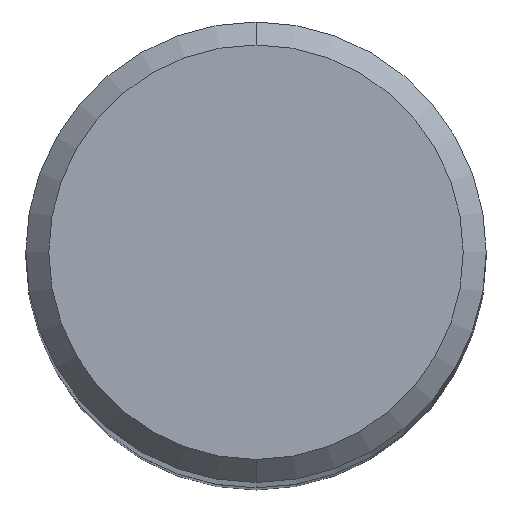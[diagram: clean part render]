
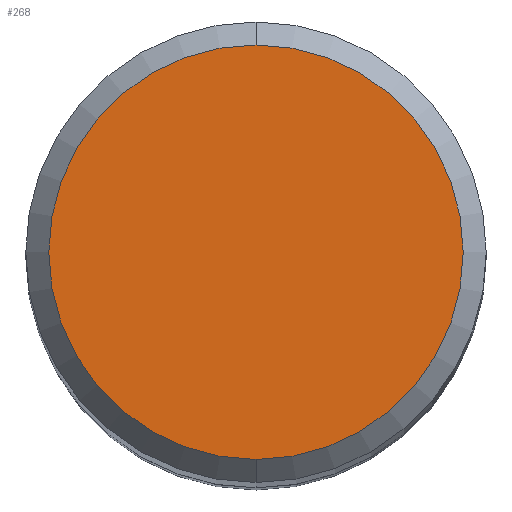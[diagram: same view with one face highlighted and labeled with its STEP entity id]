
A CAD part, top view. The second image highlights one B-rep face of the part: STEP entity #268.
In plain terms, the highlighted planar face has unit normal (0, 0, 1).
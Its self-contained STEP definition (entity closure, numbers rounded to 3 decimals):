
#196=VERTEX_POINT('',#498);
#220=EDGE_CURVE('',#196,#264,#526,.T.);
#264=VERTEX_POINT('',#577);
#268=ADVANCED_FACE('',(#581),#582,.T.);
#344=EDGE_CURVE('',#264,#196,#664,.T.);
#498=CARTESIAN_POINT('',(0.,-3.6,0.0));
#526=CIRCLE('',#896,3.6);
#577=CARTESIAN_POINT('',(0.0,3.6,0.0));
#581=FACE_OUTER_BOUND('',#994,.T.);
#582=PLANE('',#995);
#664=CIRCLE('',#1209,3.6);
#896=AXIS2_PLACEMENT_3D('',#1502,#1503,#1504);
#994=EDGE_LOOP('',(#1577,#1578));
#995=AXIS2_PLACEMENT_3D('',#1579,#1580,#1581);
#1209=AXIS2_PLACEMENT_3D('',#1660,#1661,#1662);
#1502=CARTESIAN_POINT('',(0.0,0.0,0.0));
#1503=DIRECTION('',(0.0,0.0,-1.0));
#1504=DIRECTION('',(0.0,1.0,0.0));
#1577=ORIENTED_EDGE('',*,*,#344,.F.);
#1578=ORIENTED_EDGE('',*,*,#220,.F.);
#1579=CARTESIAN_POINT('',(0.0,1.8,0.0));
#1580=DIRECTION('',(-0.0,0.0,1.0));
#1581=DIRECTION('',(0.0,-1.0,0.0));
#1660=CARTESIAN_POINT('',(0.0,0.0,0.0));
#1661=DIRECTION('',(0.0,0.0,-1.0));
#1662=DIRECTION('',(0.0,1.0,0.0));
